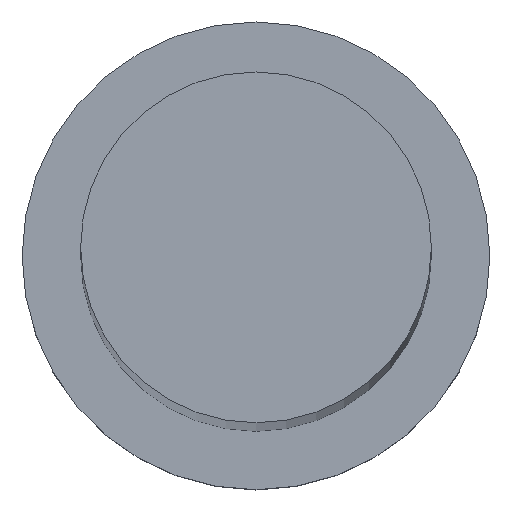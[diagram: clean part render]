
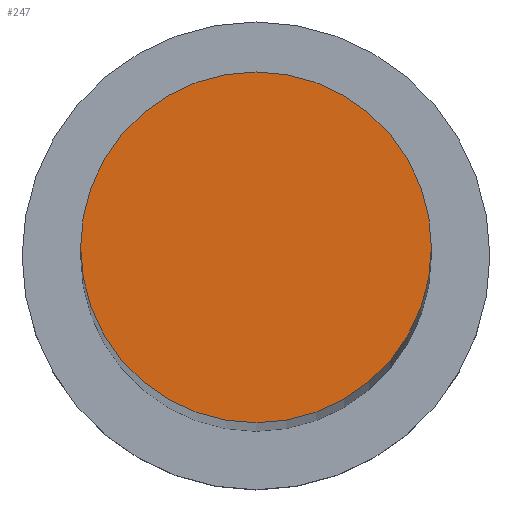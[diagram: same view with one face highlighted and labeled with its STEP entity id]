
A CAD part, top view. The second image highlights one B-rep face of the part: STEP entity #247.
In plain terms, the highlighted planar face has unit normal (0, 0, 1).
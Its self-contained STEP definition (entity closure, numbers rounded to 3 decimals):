
#16 = PLANE ( 'NONE',  #61 ) ;
#54 = DIRECTION ( 'NONE',  ( 0., 0., 1. ) ) ;
#56 = AXIS2_PLACEMENT_3D ( 'NONE', #66, #102, #171 ) ;
#61 = AXIS2_PLACEMENT_3D ( 'NONE', #153, #54, #130 ) ;
#66 = CARTESIAN_POINT ( 'NONE',  ( 0., 0., 257. ) ) ;
#69 = ORIENTED_EDGE ( 'NONE', *, *, #232, .T. ) ;
#102 = DIRECTION ( 'NONE',  ( 0., 0., 1. ) ) ;
#104 = CIRCLE ( 'NONE', #169, 9. ) ;
#120 = CIRCLE ( 'NONE', #56, 9. ) ;
#125 = VERTEX_POINT ( 'NONE', #219 ) ;
#127 = EDGE_LOOP ( 'NONE', ( #128, #69 ) ) ;
#128 = ORIENTED_EDGE ( 'NONE', *, *, #185, .T. ) ;
#130 = DIRECTION ( 'NONE',  ( 1., 0., 0. ) ) ;
#152 = CARTESIAN_POINT ( 'NONE',  ( -9., 0., 257. ) ) ;
#153 = CARTESIAN_POINT ( 'NONE',  ( 0., 0., 257. ) ) ;
#169 = AXIS2_PLACEMENT_3D ( 'NONE', #191, #211, #254 ) ;
#171 = DIRECTION ( 'NONE',  ( 1., 0., 0. ) ) ;
#185 = EDGE_CURVE ( 'NONE', #187, #125, #120, .T. ) ;
#187 = VERTEX_POINT ( 'NONE', #152 ) ;
#191 = CARTESIAN_POINT ( 'NONE',  ( 0., 0., 257. ) ) ;
#211 = DIRECTION ( 'NONE',  ( 0., 0., 1. ) ) ;
#212 = FACE_OUTER_BOUND ( 'NONE', #127, .T. ) ;
#219 = CARTESIAN_POINT ( 'NONE',  ( 9., 0., 257. ) ) ;
#232 = EDGE_CURVE ( 'NONE', #125, #187, #104, .T. ) ;
#247 = ADVANCED_FACE ( 'NONE', ( #212 ), #16, .T. ) ;
#254 = DIRECTION ( 'NONE',  ( 1., 0., 0. ) ) ;
